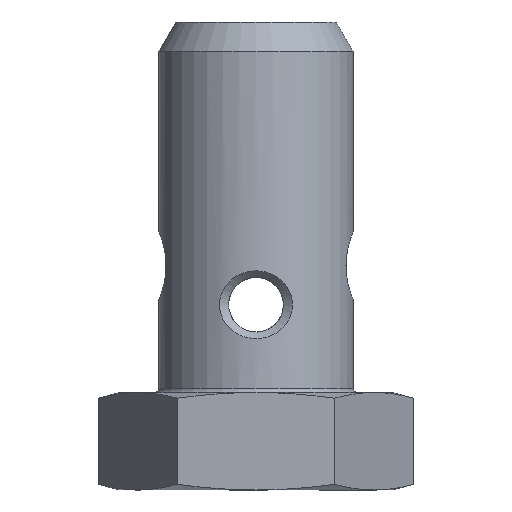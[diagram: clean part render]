
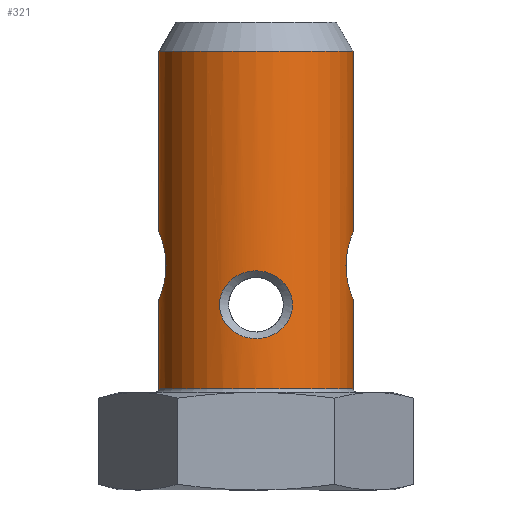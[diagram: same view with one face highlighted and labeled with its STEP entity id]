
A CAD part, left-side view. The second image highlights one B-rep face of the part: STEP entity #321.
In plain terms, the highlighted cylindrical face has radius 4.98 mm (diameter 9.96 mm), a full revolution.
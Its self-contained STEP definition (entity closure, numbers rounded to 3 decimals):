
#149=CARTESIAN_POINT('',(-1.872,-4.615,6.5));
#150=VERTEX_POINT('',#149);
#184=CARTESIAN_POINT('',(-1.872,-4.615,6.5));
#185=CARTESIAN_POINT('',(-1.872,-4.615,6.413));
#186=CARTESIAN_POINT('',(-1.862,-4.619,6.228));
#187=CARTESIAN_POINT('',(-1.744,-4.666,5.811));
#188=CARTESIAN_POINT('',(-1.488,-4.756,5.417));
#189=CARTESIAN_POINT('',(-1.126,-4.857,5.085));
#190=CARTESIAN_POINT('',(-0.516,-4.977,4.767));
#191=CARTESIAN_POINT('',(0.674,-5.007,4.703));
#192=CARTESIAN_POINT('',(1.647,-4.711,5.43));
#193=CARTESIAN_POINT('',(1.937,-4.586,6.463));
#194=CARTESIAN_POINT('',(1.793,-4.65,7.128));
#195=CARTESIAN_POINT('',(1.325,-4.811,7.812));
#196=CARTESIAN_POINT('',(0.586,-4.986,8.252));
#197=CARTESIAN_POINT('',(-0.439,-4.985,8.249));
#198=CARTESIAN_POINT('',(-1.075,-4.872,7.963));
#199=CARTESIAN_POINT('',(-1.487,-4.756,7.583));
#200=CARTESIAN_POINT('',(-1.745,-4.666,7.189));
#201=CARTESIAN_POINT('',(-1.862,-4.619,6.772));
#202=CARTESIAN_POINT('',(-1.872,-4.615,6.587));
#203=CARTESIAN_POINT('',(-1.872,-4.615,6.5));
#204=B_SPLINE_CURVE_WITH_KNOTS('',3,(#184,#185,#186,#187,#188,#189,#190,#191,#192,#193,#194,#195,#196,#197,#198,#199,#200,#201,#202,#203),.UNSPECIFIED.,.T.,.U.,(4,1,1,1,1,1,1,1,1,1,1,1,1,1,1,1,1,4),(-1.096,-1.057,-1.017,-0.978,-0.939,-0.881,-0.783,-0.626,-0.558,-0.47,-0.43,-0.313,-0.235,-0.157,-0.117,-0.078,-0.039,0.0),.UNSPECIFIED.);
#205=EDGE_CURVE('',#150,#150,#204,.T.);
#210=CARTESIAN_POINT('',(0.0,0.0,0.0));
#211=DIRECTION('',(0.0,0.0,1.0));
#212=DIRECTION('',(-1.0,0.0,0.0));
#213=AXIS2_PLACEMENT_3D('',#210,#211,#212);
#214=CYLINDRICAL_SURFACE('',#213,4.98);
#215=CARTESIAN_POINT('',(-1.872,4.615,6.5));
#216=VERTEX_POINT('',#215);
#217=CARTESIAN_POINT('',(-1.872,4.615,6.5));
#218=CARTESIAN_POINT('',(-1.872,4.615,6.587));
#219=CARTESIAN_POINT('',(-1.862,4.619,6.772));
#220=CARTESIAN_POINT('',(-1.744,4.666,7.189));
#221=CARTESIAN_POINT('',(-1.488,4.756,7.583));
#222=CARTESIAN_POINT('',(-1.126,4.857,7.915));
#223=CARTESIAN_POINT('',(-0.516,4.977,8.233));
#224=CARTESIAN_POINT('',(0.674,5.007,8.297));
#225=CARTESIAN_POINT('',(1.647,4.711,7.57));
#226=CARTESIAN_POINT('',(1.937,4.586,6.537));
#227=CARTESIAN_POINT('',(1.793,4.65,5.872));
#228=CARTESIAN_POINT('',(1.325,4.811,5.188));
#229=CARTESIAN_POINT('',(0.586,4.986,4.748));
#230=CARTESIAN_POINT('',(-0.439,4.985,4.751));
#231=CARTESIAN_POINT('',(-1.075,4.872,5.037));
#232=CARTESIAN_POINT('',(-1.487,4.756,5.417));
#233=CARTESIAN_POINT('',(-1.745,4.666,5.811));
#234=CARTESIAN_POINT('',(-1.862,4.619,6.228));
#235=CARTESIAN_POINT('',(-1.872,4.615,6.413));
#236=CARTESIAN_POINT('',(-1.872,4.615,6.5));
#237=B_SPLINE_CURVE_WITH_KNOTS('',3,(#217,#218,#219,#220,#221,#222,#223,#224,#225,#226,#227,#228,#229,#230,#231,#232,#233,#234,#235,#236),.UNSPECIFIED.,.T.,.U.,(4,1,1,1,1,1,1,1,1,1,1,1,1,1,1,1,1,4),(-1.096,-1.057,-1.017,-0.978,-0.939,-0.881,-0.783,-0.626,-0.558,-0.47,-0.43,-0.313,-0.235,-0.157,-0.117,-0.078,-0.039,0.0),.UNSPECIFIED.);
#238=EDGE_CURVE('',#216,#216,#237,.T.);
#239=ORIENTED_EDGE('',*,*,#238,.F.);
#240=EDGE_LOOP('',(#239));
#241=FACE_OUTER_BOUND('',#240,.T.);
#242=CARTESIAN_POINT('',(4.615,1.872,4.5));
#243=VERTEX_POINT('',#242);
#244=CARTESIAN_POINT('',(4.615,1.872,4.5));
#245=CARTESIAN_POINT('',(4.615,1.872,4.587));
#246=CARTESIAN_POINT('',(4.619,1.862,4.772));
#247=CARTESIAN_POINT('',(4.666,1.744,5.189));
#248=CARTESIAN_POINT('',(4.756,1.488,5.583));
#249=CARTESIAN_POINT('',(4.857,1.126,5.915));
#250=CARTESIAN_POINT('',(4.977,0.516,6.233));
#251=CARTESIAN_POINT('',(5.007,-0.674,6.297));
#252=CARTESIAN_POINT('',(4.711,-1.647,5.57));
#253=CARTESIAN_POINT('',(4.586,-1.937,4.537));
#254=CARTESIAN_POINT('',(4.65,-1.793,3.872));
#255=CARTESIAN_POINT('',(4.811,-1.325,3.188));
#256=CARTESIAN_POINT('',(4.986,-0.586,2.748));
#257=CARTESIAN_POINT('',(4.985,0.439,2.751));
#258=CARTESIAN_POINT('',(4.872,1.075,3.037));
#259=CARTESIAN_POINT('',(4.756,1.487,3.417));
#260=CARTESIAN_POINT('',(4.666,1.745,3.811));
#261=CARTESIAN_POINT('',(4.619,1.862,4.228));
#262=CARTESIAN_POINT('',(4.615,1.872,4.413));
#263=CARTESIAN_POINT('',(4.615,1.872,4.5));
#264=B_SPLINE_CURVE_WITH_KNOTS('',3,(#244,#245,#246,#247,#248,#249,#250,#251,#252,#253,#254,#255,#256,#257,#258,#259,#260,#261,#262,#263),.UNSPECIFIED.,.T.,.U.,(4,1,1,1,1,1,1,1,1,1,1,1,1,1,1,1,1,4),(-1.096,-1.057,-1.017,-0.978,-0.939,-0.881,-0.783,-0.626,-0.558,-0.47,-0.43,-0.313,-0.235,-0.157,-0.117,-0.078,-0.039,0.0),.UNSPECIFIED.);
#265=EDGE_CURVE('',#243,#243,#264,.T.);
#266=ORIENTED_EDGE('',*,*,#265,.F.);
#267=EDGE_LOOP('',(#266));
#268=FACE_BOUND('',#267,.T.);
#269=CARTESIAN_POINT('',(4.98,0.,0.2));
#270=VERTEX_POINT('',#269);
#271=CARTESIAN_POINT('',(0.0,0.0,0.2));
#272=DIRECTION('',(0.0,0.0,-1.0));
#273=DIRECTION('',(-1.0,0.0,0.0));
#274=AXIS2_PLACEMENT_3D('',#271,#272,#273);
#275=CIRCLE('',#274,4.98);
#276=EDGE_CURVE('',#270,#270,#275,.T.);
#277=ORIENTED_EDGE('',*,*,#276,.F.);
#278=EDGE_LOOP('',(#277));
#279=FACE_BOUND('',#278,.T.);
#280=CARTESIAN_POINT('',(4.98,0.,17.5));
#281=VERTEX_POINT('',#280);
#282=CARTESIAN_POINT('',(0.0,0.0,17.5));
#283=DIRECTION('',(0.0,0.0,1.0));
#284=DIRECTION('',(-1.0,0.0,0.0));
#285=AXIS2_PLACEMENT_3D('',#282,#283,#284);
#286=CIRCLE('',#285,4.98);
#287=EDGE_CURVE('',#281,#281,#286,.T.);
#288=ORIENTED_EDGE('',*,*,#287,.F.);
#289=EDGE_LOOP('',(#288));
#290=FACE_BOUND('',#289,.T.);
#291=CARTESIAN_POINT('',(-4.615,1.872,4.5));
#292=VERTEX_POINT('',#291);
#293=CARTESIAN_POINT('',(-4.615,1.872,4.5));
#294=CARTESIAN_POINT('',(-4.615,1.872,4.413));
#295=CARTESIAN_POINT('',(-4.619,1.862,4.228));
#296=CARTESIAN_POINT('',(-4.666,1.744,3.811));
#297=CARTESIAN_POINT('',(-4.756,1.488,3.417));
#298=CARTESIAN_POINT('',(-4.857,1.126,3.085));
#299=CARTESIAN_POINT('',(-4.977,0.516,2.767));
#300=CARTESIAN_POINT('',(-5.007,-0.674,2.703));
#301=CARTESIAN_POINT('',(-4.711,-1.647,3.43));
#302=CARTESIAN_POINT('',(-4.586,-1.937,4.463));
#303=CARTESIAN_POINT('',(-4.65,-1.793,5.128));
#304=CARTESIAN_POINT('',(-4.811,-1.325,5.812));
#305=CARTESIAN_POINT('',(-4.986,-0.586,6.252));
#306=CARTESIAN_POINT('',(-4.985,0.439,6.249));
#307=CARTESIAN_POINT('',(-4.872,1.075,5.963));
#308=CARTESIAN_POINT('',(-4.756,1.487,5.583));
#309=CARTESIAN_POINT('',(-4.666,1.745,5.189));
#310=CARTESIAN_POINT('',(-4.619,1.862,4.772));
#311=CARTESIAN_POINT('',(-4.615,1.872,4.587));
#312=CARTESIAN_POINT('',(-4.615,1.872,4.5));
#313=B_SPLINE_CURVE_WITH_KNOTS('',3,(#293,#294,#295,#296,#297,#298,#299,#300,#301,#302,#303,#304,#305,#306,#307,#308,#309,#310,#311,#312),.UNSPECIFIED.,.T.,.U.,(4,1,1,1,1,1,1,1,1,1,1,1,1,1,1,1,1,4),(-1.096,-1.057,-1.017,-0.978,-0.939,-0.881,-0.783,-0.626,-0.558,-0.47,-0.43,-0.313,-0.235,-0.157,-0.117,-0.078,-0.039,0.0),.UNSPECIFIED.);
#314=EDGE_CURVE('',#292,#292,#313,.T.);
#315=ORIENTED_EDGE('',*,*,#314,.F.);
#316=EDGE_LOOP('',(#315));
#317=FACE_BOUND('',#316,.T.);
#318=ORIENTED_EDGE('',*,*,#205,.F.);
#319=EDGE_LOOP('',(#318));
#320=FACE_BOUND('',#319,.T.);
#321=ADVANCED_FACE('',(#241,#268,#279,#290,#317,#320),#214,.T.);
